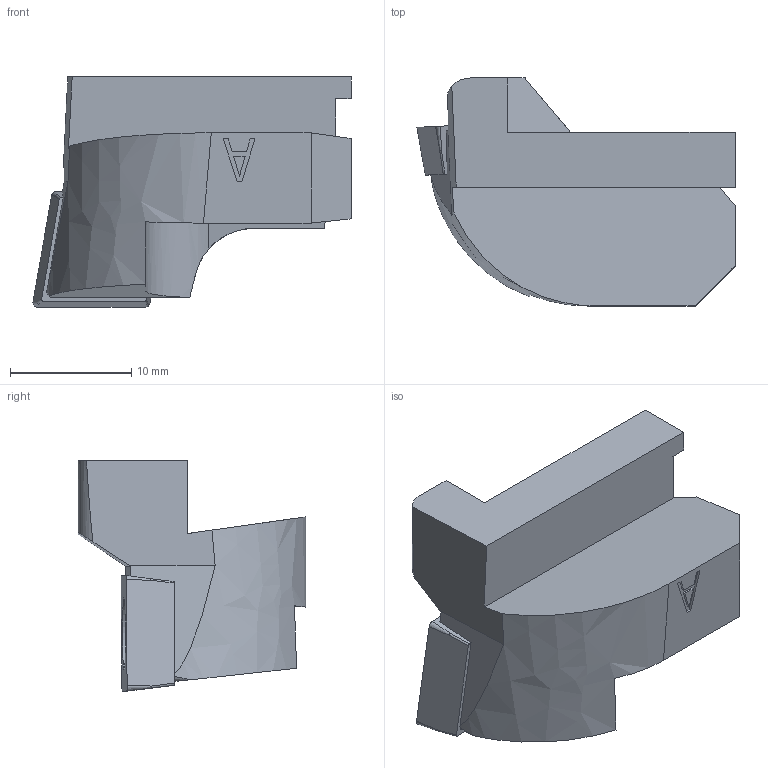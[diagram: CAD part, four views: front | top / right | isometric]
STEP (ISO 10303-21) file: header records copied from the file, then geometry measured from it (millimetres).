
FILE_DESCRIPTION(/* description */ (''),/* implementation_level */ '2;1');
FILE_NAME(/* name */ '1548862015906.stp',/* time_stamp */ '2019-01-30T16:27:12+01:00',/* author */ (''),/* organization */ ('SMS'),/* preprocessor_version */ 'ST-DEVELOPER v15',/* originating_system */ 'SIEMENS PLM Software NX 8.5',/* authorisation */ '');
FILE_SCHEMA (('AUTOMOTIVE_DESIGN { 1 0 10303 214 3 1 1 1 }'));
Length unit declared in the file: millimetre
Products named in the file (4): 200998958mod000_02; ASSEMBLY_CONSTRUCTION; 201026661mod000_00; 201026687mod000_01
Assembly tree (3 placements, depth 2):
  201026687mod000_01
    201026661mod000_00
    ASSEMBLY_CONSTRUCTION
    200998958mod000_02
Bounding box: 26.24 x 18.8 x 19 mm (x, y, z)
Volume: 3307.2 mm3; surface area: 2157.9 mm2
Topology: 2 solids, 2 shells, 70 faces, 188 edges, 135 vertices
Faces by surface type: plane 47, extrusion 7, cylinder 6, cone 6, torus 4
Full cylindrical faces by diameter (mm): 4.4 x2
Entity records: 2548 total; most frequent: CARTESIAN_POINT 686, ORIENTED_EDGE 350, DIRECTION 331, EDGE_CURVE 175, VERTEX_POINT 120, VECTOR 117, LINE 110, AXIS2_PLACEMENT_3D 107
